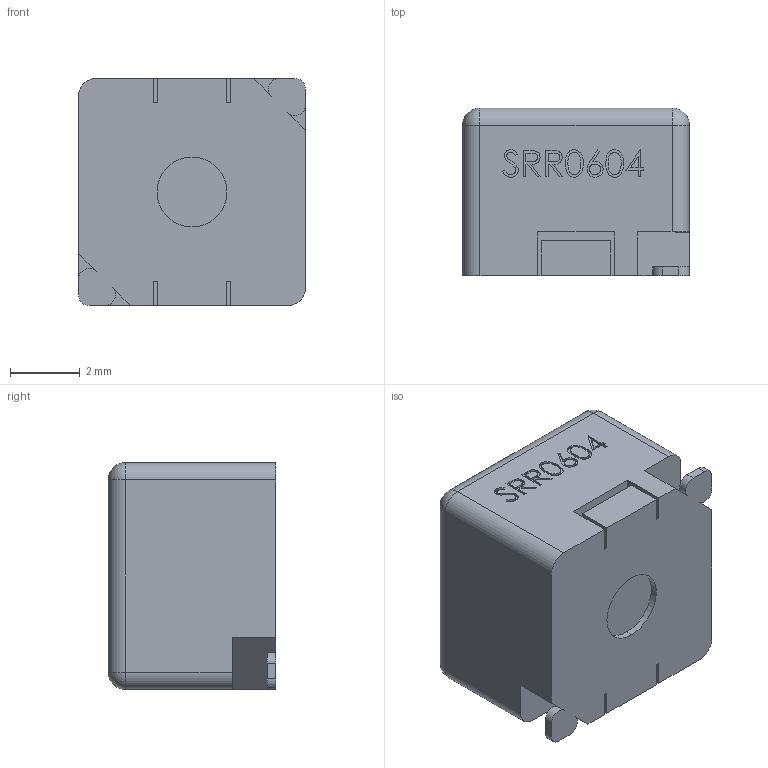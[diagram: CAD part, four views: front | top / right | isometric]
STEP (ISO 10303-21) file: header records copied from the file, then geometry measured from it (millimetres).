
FILE_DESCRIPTION (( 'STEP AP214' ), '1' );
FILE_NAME ('126CB0EC-1AE3-45EF-90B3-753CC01FB95D.STEP', '2023-08-14T20:20:54', ( '' ), ( '' ), 'SwSTEP 2.0', 'SolidWorks 2022', '' );
FILE_SCHEMA (( 'AUTOMOTIVE_DESIGN' ));
Length unit declared in the file: millimetre
Products named in the file (1): 126CB0EC-1AE3-45EF-90B3-753CC01FB95D
Bounding box: 6.5 x 4.8 x 6.5 mm (x, y, z)
Volume: 195.3 mm3; surface area: 225.9 mm2
Topology: 1 solids, 1 shells, 194 faces, 505 edges, 330 vertices
Faces by surface type: plane 99, bspline 70, cylinder 21, sphere 4
Entity records: 12074 total; most frequent: CARTESIAN_POINT 6128, ORIENTED_EDGE 1002, DIRECTION 653, EDGE_CURVE 501, VERTEX_POINT 330, VECTOR 319, LINE 319, EDGE_LOOP 215
